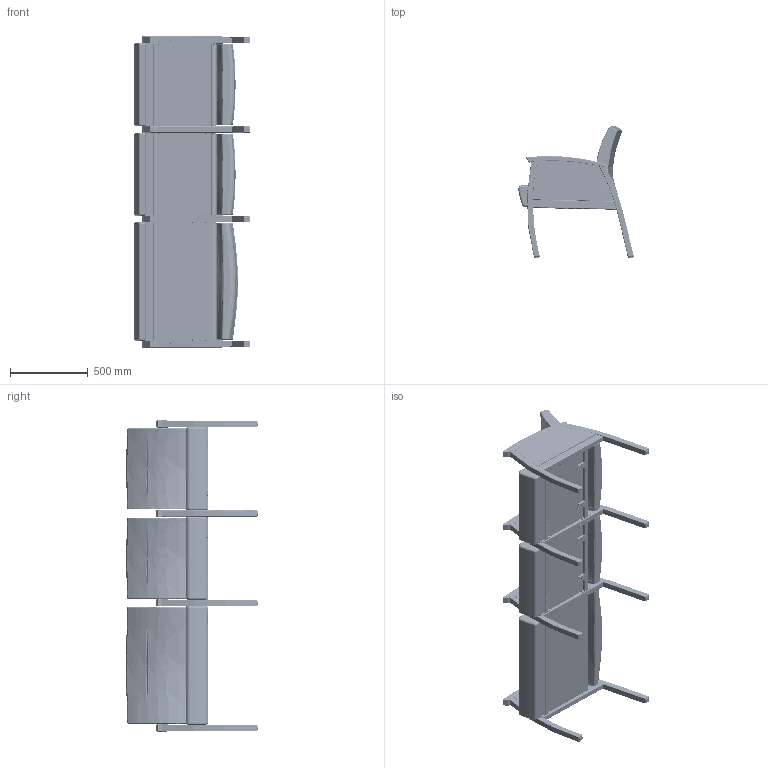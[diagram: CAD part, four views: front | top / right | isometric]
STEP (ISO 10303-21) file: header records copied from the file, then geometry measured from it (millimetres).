
FILE_DESCRIPTION(/* description */ (''),/* implementation_level */ '2;1');
FILE_NAME(/* name */ 'KOW30IBLP.stp',/* time_stamp */ '2016-02-19T09:26:46-05:00',/* author */ ('EMerkel'),/* organization */ (''),/* preprocessor_version */ 'ST-DEVELOPER v16.1',/* originating_system */ 'Autodesk Inventor 2016',/* authorisation */ '');
FILE_SCHEMA (('AUTOMOTIVE_DESIGN { 1 0 10303 214 3 1 1 }'));
Products named in the file (24): KOT10B-1 USEAT; KOT10 USEAT; KOW10 ARMR; KOT10B UBACK; KOW10 ARMI; KOW10 ARML; KOT10 BACK NEW; GLIDE APFAA06-1; STUBE KOW10B_Welds; STUBE KOW10B; STUBE PLATE KOW10; STUBE KOW10B_1; STU1X1.5X21_Welds; STU1X1.5X21; STUBE PLT-4; U-CHANNEL FOR STUBE; STU1X1.5X21_1; STUBE KOW10_Welds; STUBE KOW10; STUBE PLATE KOW10_1; STUBE KOW10_1; 1420X.75 PSHPB; UPANEL KOT10; KOW30IBLP
Assembly tree (97 placements, depth 3):
  KOW30IBLP
    KOT10B-1 USEAT
    KOT10 USEAT  x2
    KOW10 ARMR
    KOT10B UBACK
    KOW10 ARMI  x2
    KOW10 ARML
    KOT10 BACK NEW  x2
    GLIDE APFAA06-1  x8
    STUBE KOW10B_1
      STUBE KOW10B_Welds
      STUBE KOW10B
      STUBE PLATE KOW10  x2
    STU1X1.5X21_1  x2
      STU1X1.5X21_Welds
      STU1X1.5X21
      STUBE PLT-4
      U-CHANNEL FOR STUBE
    STUBE KOW10_1  x2
      STUBE KOW10_Welds
      STUBE KOW10
      STUBE PLATE KOW10_1
    1420X.75 PSHPB  x56
    UPANEL KOT10  x4
Bounding box: 740.81 x 844.55 x 1996.28 mm (x, y, z)
Volume: 211391671.8 mm3; surface area: 8638536.3 mm2
Topology: 241 solids, 241 shells, 5571 faces, 13696 edges, 8813 vertices
Faces by surface type: plane 2145, cylinder 1541, cone 920, torus 454, bspline 427, sphere 84
Full cylindrical faces by diameter (mm): 6.35 x148, 7.938 x36, 8.733 x64, 9.5 x608, 9.525 x46, 9.922 x8, 10.77 x8, 12.497 x56, 12.7 x12, 16.002 x8, 19.05 x8, 28.575 x8
Entity records: 127714 total; most frequent: CARTESIAN_POINT 93008, DIRECTION 6757, ORIENTED_EDGE 6388, EDGE_CURVE 3194, AXIS2_PLACEMENT_3D 2874, VERTEX_POINT 2120, EDGE_LOOP 2102, ADVANCED_FACE 1570
